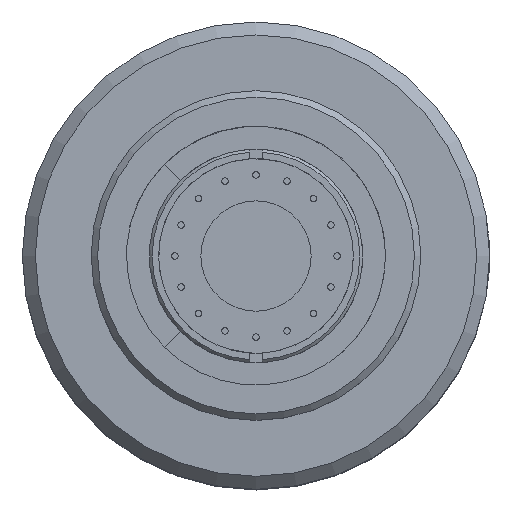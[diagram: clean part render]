
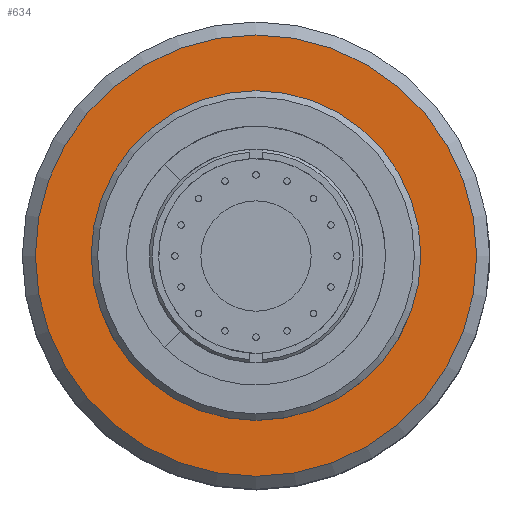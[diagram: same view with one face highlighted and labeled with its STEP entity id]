
A CAD part, top view. The second image highlights one B-rep face of the part: STEP entity #634.
In plain terms, the highlighted planar face has unit normal (0, 0, 1).
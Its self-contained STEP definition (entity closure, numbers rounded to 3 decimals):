
#603=CARTESIAN_POINT('',(12.3,0.0,19.06));
#604=VERTEX_POINT('',#603);
#605=CARTESIAN_POINT('',(0.0,0.0,19.06));
#606=DIRECTION('',(0.0,0.0,-1.0));
#607=DIRECTION('',(1.0,0.0,0.0));
#608=AXIS2_PLACEMENT_3D('',#605,#606,#607);
#609=CIRCLE('',#608,12.3);
#610=EDGE_CURVE('',#604,#604,#609,.T.);
#615=CARTESIAN_POINT('',(0.0,0.0,19.06));
#616=DIRECTION('',(0.0,0.0,-1.0));
#617=DIRECTION('',(-1.0,0.0,0.0));
#618=AXIS2_PLACEMENT_3D('',#615,#616,#617);
#619=PLANE('',#618);
#620=CARTESIAN_POINT('',(17.0,0.,19.06));
#621=VERTEX_POINT('',#620);
#622=CARTESIAN_POINT('',(0.0,0.0,19.06));
#623=DIRECTION('',(0.0,0.0,-1.0));
#624=DIRECTION('',(-1.0,0.0,0.0));
#625=AXIS2_PLACEMENT_3D('',#622,#623,#624);
#626=CIRCLE('',#625,17.0);
#627=EDGE_CURVE('',#621,#621,#626,.T.);
#628=ORIENTED_EDGE('',*,*,#627,.F.);
#629=EDGE_LOOP('',(#628));
#630=FACE_OUTER_BOUND('',#629,.T.);
#631=ORIENTED_EDGE('',*,*,#610,.T.);
#632=EDGE_LOOP('',(#631));
#633=FACE_BOUND('',#632,.T.);
#634=ADVANCED_FACE('',(#630,#633),#619,.F.);
